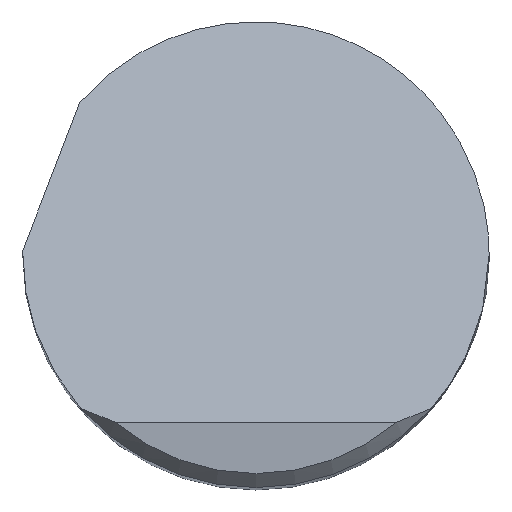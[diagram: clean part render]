
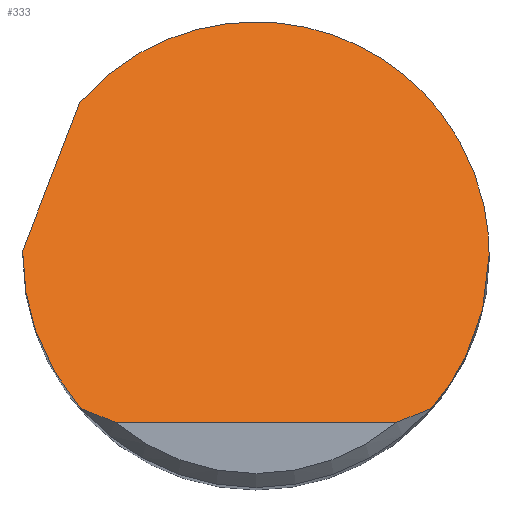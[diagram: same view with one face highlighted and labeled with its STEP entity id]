
A CAD part, top view. The second image highlights one B-rep face of the part: STEP entity #333.
In plain terms, the highlighted planar face has unit normal (0, 0.707, 0.707).
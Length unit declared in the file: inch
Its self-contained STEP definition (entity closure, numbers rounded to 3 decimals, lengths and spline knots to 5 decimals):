
#6 = CARTESIAN_POINT ( 'NONE',  ( -0.24995, 0.005, 3.315 ) ) ;
#9 = EDGE_CURVE ( 'NONE', #260, #291, #299, .T. ) ;
#21 = VERTEX_POINT ( 'NONE', #854 ) ;
#23 = VERTEX_POINT ( 'NONE', #204 ) ;
#26 = VERTEX_POINT ( 'NONE', #6 ) ;
#34 = VERTEX_POINT ( 'NONE', #542 ) ;
#35 = CARTESIAN_POINT ( 'NONE',  ( -0.24998, 0.00333, 3.31667 ) ) ;
#40 = FACE_OUTER_BOUND ( 'NONE', #518, .T. ) ;
#75 = CARTESIAN_POINT ( 'NONE',  ( 0.25, 0., 3.32 ) ) ;
#114 = CARTESIAN_POINT ( 'NONE',  ( 0.17589, -0.1704, 3.4904 ) ) ;
#131 = EDGE_CURVE ( 'NONE', #808, #34, #521, .T. ) ;
#157 = CARTESIAN_POINT ( 'NONE',  ( -0.18782, -0.165, 3.485 ) ) ;
#161 = EDGE_CURVE ( 'NONE', #26, #419, #812, .T. ) ;
#167 = DIRECTION ( 'NONE',  ( 0., -0.707, -0.707 ) ) ;
#172 = CARTESIAN_POINT ( 'NONE',  ( -0.25, -0.18, 3.5 ) ) ;
#204 = CARTESIAN_POINT ( 'NONE',  ( -0.15108, -0.18, 3.5 ) ) ;
#209 = CARTESIAN_POINT ( 'NONE',  ( -0.31638, -0.1672, 3.4872 ) ) ;
#226 = CARTESIAN_POINT ( 'NONE',  ( -0.17589, -0.1704, 3.4904 ) ) ;
#229 = EDGE_CURVE ( 'NONE', #291, #26, #237, .T. ) ;
#237 =( BOUNDED_CURVE ( )  B_SPLINE_CURVE ( 3, ( #624, #762, #35, #425 ),
 .UNSPECIFIED., .F., .F. ) 
 B_SPLINE_CURVE_WITH_KNOTS ( ( 4, 4 ),
 ( 4.71239, 4.73239 ),
 .UNSPECIFIED. ) 
 CURVE ( )  GEOMETRIC_REPRESENTATION_ITEM ( )  RATIONAL_B_SPLINE_CURVE ( ( 1., 1., 1., 1. ) ) 
 REPRESENTATION_ITEM ( '' )  );
#247 = CARTESIAN_POINT ( 'NONE',  ( 0.25, 0., 3.32 ) ) ;
#260 = VERTEX_POINT ( 'NONE', #813 ) ;
#262 = CARTESIAN_POINT ( 'NONE',  ( -0.22834, -0.11887, 3.43887 ) ) ;
#277 = EDGE_CURVE ( 'NONE', #419, #808, #669, .T. ) ;
#283 = ORIENTED_EDGE ( 'NONE', *, *, #598, .T. ) ;
#291 = VERTEX_POINT ( 'NONE', #565 ) ;
#293 = CARTESIAN_POINT ( 'NONE',  ( -0.18855, 0.16416, 3.15584 ) ) ;
#299 =( BOUNDED_CURVE ( )  B_SPLINE_CURVE ( 3, ( #466, #262, #478, #685 ),
 .UNSPECIFIED., .F., .F. ) 
 B_SPLINE_CURVE_WITH_KNOTS ( ( 4, 4 ),
 ( 3.99157, 4.71239 ),
 .UNSPECIFIED. ) 
 CURVE ( )  GEOMETRIC_REPRESENTATION_ITEM ( )  RATIONAL_B_SPLINE_CURVE ( ( 1., 0.957, 0.957, 1. ) ) 
 REPRESENTATION_ITEM ( '' )  );
#323 = ORIENTED_EDGE ( 'NONE', *, *, #659, .T. ) ;
#333 = ADVANCED_FACE ( 'NONE', ( #40 ), #455, .F. ) ;
#344 = DIRECTION ( 'NONE',  ( 1., 0., 0. ) ) ;
#354 = LINE ( 'NONE', #492, #707 ) ;
#358 = CARTESIAN_POINT ( 'NONE',  ( -0.15108, -0.18, 3.5 ) ) ;
#360 = CARTESIAN_POINT ( 'NONE',  ( -0.0078, 0.37177, 2.94823 ) ) ;
#370 = CARTESIAN_POINT ( 'NONE',  ( 0.18782, -0.165, 3.485 ) ) ;
#383 = CARTESIAN_POINT ( 'NONE',  ( 0.18782, -0.165, 3.485 ) ) ;
#388 = ORIENTED_EDGE ( 'NONE', *, *, #229, .F. ) ;
#419 = VERTEX_POINT ( 'NONE', #781 ) ;
#425 = CARTESIAN_POINT ( 'NONE',  ( -0.24995, 0.005, 3.315 ) ) ;
#455 = PLANE ( 'NONE',  #617 ) ;
#466 = CARTESIAN_POINT ( 'NONE',  ( -0.18782, -0.165, 3.485 ) ) ;
#478 = CARTESIAN_POINT ( 'NONE',  ( -0.25, -0.06141, 3.38141 ) ) ;
#492 = CARTESIAN_POINT ( 'NONE',  ( 0., -0.18, 3.5 ) ) ;
#505 = ORIENTED_EDGE ( 'NONE', *, *, #131, .F. ) ;
#510 = CARTESIAN_POINT ( 'NONE',  ( 0.16367, -0.17542, 3.49542 ) ) ;
#518 = EDGE_LOOP ( 'NONE', ( #323, #561, #505, #831, #802, #388, #797, #283 ) ) ;
#521 =( BOUNDED_CURVE ( )  B_SPLINE_CURVE ( 3, ( #652, #780, #711, #370 ),
 .UNSPECIFIED., .F., .F. ) 
 B_SPLINE_CURVE_WITH_KNOTS ( ( 4, 4 ),
 ( 1.5708, 2.29162 ),
 .UNSPECIFIED. ) 
 CURVE ( )  GEOMETRIC_REPRESENTATION_ITEM ( )  RATIONAL_B_SPLINE_CURVE ( ( 1., 0.957, 0.957, 1. ) ) 
 REPRESENTATION_ITEM ( '' )  );
#542 = CARTESIAN_POINT ( 'NONE',  ( 0.18782, -0.165, 3.485 ) ) ;
#547 = CARTESIAN_POINT ( 'NONE',  ( -0.16367, -0.17542, 3.49542 ) ) ;
#561 = ORIENTED_EDGE ( 'NONE', *, *, #792, .T. ) ;
#565 = CARTESIAN_POINT ( 'NONE',  ( -0.25, 0., 3.32 ) ) ;
#574 = CARTESIAN_POINT ( 'NONE',  ( 0.15108, -0.18, 3.5 ) ) ;
#598 = EDGE_CURVE ( 'NONE', #260, #23, #809, .T. ) ;
#617 = AXIS2_PLACEMENT_3D ( 'NONE', #172, #167, #722 ) ;
#624 = CARTESIAN_POINT ( 'NONE',  ( -0.25, 0., 3.32 ) ) ;
#637 = CARTESIAN_POINT ( 'NONE',  ( 0.25, 0.27527, 3.04473 ) ) ;
#652 = CARTESIAN_POINT ( 'NONE',  ( 0.25, 0., 3.32 ) ) ;
#659 = EDGE_CURVE ( 'NONE', #23, #21, #354, .T. ) ;
#669 =( BOUNDED_CURVE ( )  B_SPLINE_CURVE ( 3, ( #293, #360, #637, #75 ),
 .UNSPECIFIED., .F., .T. ) 
 B_SPLINE_CURVE_WITH_KNOTS ( ( 4, 4 ),
 ( 5.42872, 7.85398 ),
 .UNSPECIFIED. ) 
 CURVE ( )  GEOMETRIC_REPRESENTATION_ITEM ( )  RATIONAL_B_SPLINE_CURVE ( ( 1., 0.567, 0.567, 1. ) ) 
 REPRESENTATION_ITEM ( '' )  );
#685 = CARTESIAN_POINT ( 'NONE',  ( -0.25, 0., 3.32 ) ) ;
#707 = VECTOR ( 'NONE', #344, 39.37008 ) ;
#711 = CARTESIAN_POINT ( 'NONE',  ( 0.22834, -0.11887, 3.43887 ) ) ;
#722 = DIRECTION ( 'NONE',  ( 0., 0.707, -0.707 ) ) ;
#749 = DIRECTION ( 'NONE',  ( 0.263, 0.682, -0.682 ) ) ;
#762 = CARTESIAN_POINT ( 'NONE',  ( -0.25, 0.00167, 3.31833 ) ) ;
#777 = B_SPLINE_CURVE_WITH_KNOTS ( 'NONE', 3,
 ( #574, #510, #114, #383 ),
 .UNSPECIFIED., .F., .F.,
 ( 4, 4 ),
 ( 0., 0.00108 ),
 .UNSPECIFIED. ) ;
#780 = CARTESIAN_POINT ( 'NONE',  ( 0.25, -0.06141, 3.38141 ) ) ;
#781 = CARTESIAN_POINT ( 'NONE',  ( -0.18855, 0.16416, 3.15584 ) ) ;
#792 = EDGE_CURVE ( 'NONE', #21, #34, #777, .T. ) ;
#797 = ORIENTED_EDGE ( 'NONE', *, *, #9, .F. ) ;
#802 = ORIENTED_EDGE ( 'NONE', *, *, #161, .F. ) ;
#808 = VERTEX_POINT ( 'NONE', #247 ) ;
#809 = B_SPLINE_CURVE_WITH_KNOTS ( 'NONE', 3,
 ( #157, #226, #547, #358 ),
 .UNSPECIFIED., .F., .F.,
 ( 4, 4 ),
 ( 0., 0.00108 ),
 .UNSPECIFIED. ) ;
#812 = LINE ( 'NONE', #209, #839 ) ;
#813 = CARTESIAN_POINT ( 'NONE',  ( -0.18782, -0.165, 3.485 ) ) ;
#831 = ORIENTED_EDGE ( 'NONE', *, *, #277, .F. ) ;
#839 = VECTOR ( 'NONE', #749, 39.37008 ) ;
#854 = CARTESIAN_POINT ( 'NONE',  ( 0.15108, -0.18, 3.5 ) ) ;
